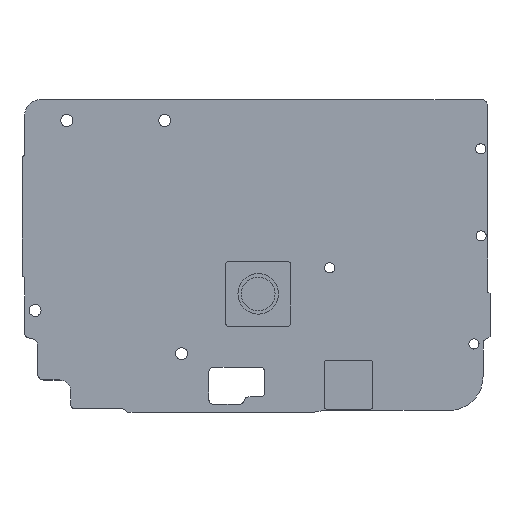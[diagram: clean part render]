
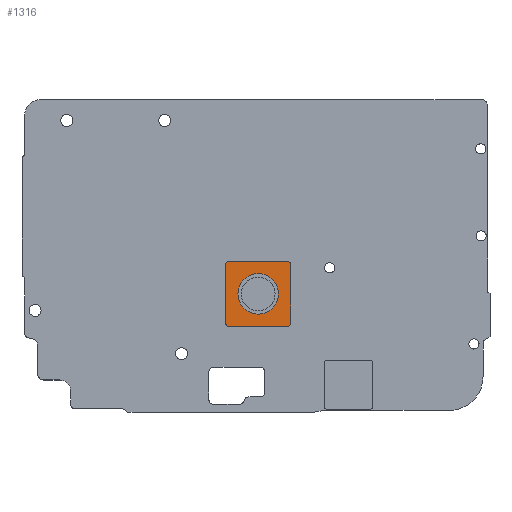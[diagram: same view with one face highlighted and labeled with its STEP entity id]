
A CAD part, top view. The second image highlights one B-rep face of the part: STEP entity #1316.
In plain terms, the highlighted planar face has unit normal (0, 0, 1).
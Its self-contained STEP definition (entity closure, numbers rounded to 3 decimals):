
#31=FACE_BOUND('',#168,.T.);
#55=PLANE('',#1407);
#93=FACE_OUTER_BOUND('',#167,.T.);
#167=EDGE_LOOP('',(#901,#902,#903,#904,#905,#906,#907,#908));
#168=EDGE_LOOP('',(#909));
#262=LINE('',#1938,#383);
#263=LINE('',#1942,#384);
#264=LINE('',#1946,#385);
#265=LINE('',#1949,#386);
#383=VECTOR('',#1554,10.);
#384=VECTOR('',#1557,10.);
#385=VECTOR('',#1560,10.);
#386=VECTOR('',#1563,10.);
#504=CIRCLE('',#1404,3.);
#506=CIRCLE('',#1408,0.5);
#507=CIRCLE('',#1409,0.5);
#508=CIRCLE('',#1410,0.5);
#509=CIRCLE('',#1411,0.5);
#568=VERTEX_POINT('',#1927);
#570=VERTEX_POINT('',#1934);
#571=VERTEX_POINT('',#1935);
#572=VERTEX_POINT('',#1937);
#573=VERTEX_POINT('',#1939);
#574=VERTEX_POINT('',#1941);
#575=VERTEX_POINT('',#1943);
#576=VERTEX_POINT('',#1945);
#577=VERTEX_POINT('',#1947);
#699=EDGE_CURVE('',#568,#568,#504,.T.);
#702=EDGE_CURVE('',#570,#571,#506,.T.);
#703=EDGE_CURVE('',#570,#572,#262,.T.);
#704=EDGE_CURVE('',#573,#572,#507,.T.);
#705=EDGE_CURVE('',#573,#574,#263,.T.);
#706=EDGE_CURVE('',#575,#574,#508,.T.);
#707=EDGE_CURVE('',#575,#576,#264,.T.);
#708=EDGE_CURVE('',#577,#576,#509,.T.);
#709=EDGE_CURVE('',#577,#571,#265,.T.);
#901=ORIENTED_EDGE('',*,*,#702,.F.);
#902=ORIENTED_EDGE('',*,*,#703,.T.);
#903=ORIENTED_EDGE('',*,*,#704,.F.);
#904=ORIENTED_EDGE('',*,*,#705,.T.);
#905=ORIENTED_EDGE('',*,*,#706,.F.);
#906=ORIENTED_EDGE('',*,*,#707,.T.);
#907=ORIENTED_EDGE('',*,*,#708,.F.);
#908=ORIENTED_EDGE('',*,*,#709,.T.);
#909=ORIENTED_EDGE('',*,*,#699,.T.);
#1316=ADVANCED_FACE('',(#93,#31),#55,.T.);
#1404=AXIS2_PLACEMENT_3D('',#1928,#1543,#1544);
#1407=AXIS2_PLACEMENT_3D('',#1933,#1550,#1551);
#1408=AXIS2_PLACEMENT_3D('',#1936,#1552,#1553);
#1409=AXIS2_PLACEMENT_3D('',#1940,#1555,#1556);
#1410=AXIS2_PLACEMENT_3D('',#1944,#1558,#1559);
#1411=AXIS2_PLACEMENT_3D('',#1948,#1561,#1562);
#1543=DIRECTION('center_axis',(0.,0.,-1.));
#1544=DIRECTION('ref_axis',(1.,0.,0.));
#1550=DIRECTION('center_axis',(0.,0.,1.));
#1551=DIRECTION('ref_axis',(1.,0.,0.));
#1552=DIRECTION('center_axis',(0.,0.,-1.));
#1553=DIRECTION('ref_axis',(-0.707,-0.707,0.));
#1554=DIRECTION('',(1.,0.,0.));
#1555=DIRECTION('center_axis',(0.,0.,-1.));
#1556=DIRECTION('ref_axis',(0.707,-0.707,0.));
#1557=DIRECTION('',(0.,1.,0.));
#1558=DIRECTION('center_axis',(0.,0.,-1.));
#1559=DIRECTION('ref_axis',(0.707,0.707,0.));
#1560=DIRECTION('',(-1.,0.,0.));
#1561=DIRECTION('center_axis',(0.,0.,-1.));
#1562=DIRECTION('ref_axis',(-0.707,0.707,0.));
#1563=DIRECTION('',(0.,-1.,0.));
#1927=CARTESIAN_POINT('',(1.024,-7.765,3.15));
#1928=CARTESIAN_POINT('Origin',(4.024,-7.765,3.15));
#1933=CARTESIAN_POINT('Origin',(4.024,-7.765,3.15));
#1934=CARTESIAN_POINT('',(-0.276,-12.59,3.15));
#1935=CARTESIAN_POINT('',(-0.776,-12.09,3.15));
#1936=CARTESIAN_POINT('Origin',(-0.276,-12.09,3.15));
#1937=CARTESIAN_POINT('',(8.324,-12.59,3.15));
#1938=CARTESIAN_POINT('',(8.824,-12.59,3.15));
#1939=CARTESIAN_POINT('',(8.824,-12.09,3.15));
#1940=CARTESIAN_POINT('Origin',(8.324,-12.09,3.15));
#1941=CARTESIAN_POINT('',(8.824,-3.44,3.15));
#1942=CARTESIAN_POINT('',(8.824,-2.94,3.15));
#1943=CARTESIAN_POINT('',(8.324,-2.94,3.15));
#1944=CARTESIAN_POINT('Origin',(8.324,-3.44,3.15));
#1945=CARTESIAN_POINT('',(-0.276,-2.94,3.15));
#1946=CARTESIAN_POINT('',(-0.776,-2.94,3.15));
#1947=CARTESIAN_POINT('',(-0.776,-3.44,3.15));
#1948=CARTESIAN_POINT('Origin',(-0.276,-3.44,3.15));
#1949=CARTESIAN_POINT('',(-0.776,-12.59,3.15));
